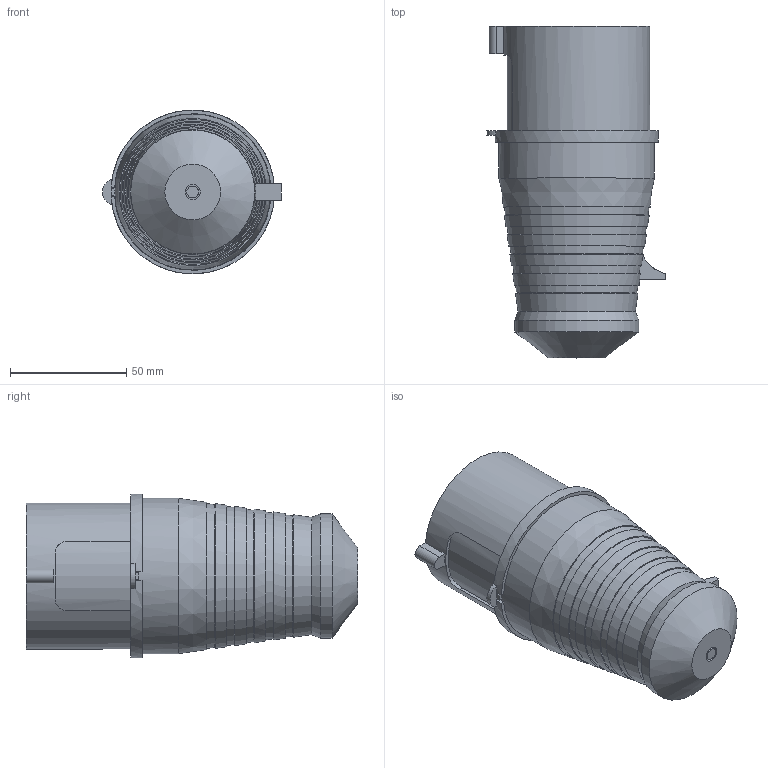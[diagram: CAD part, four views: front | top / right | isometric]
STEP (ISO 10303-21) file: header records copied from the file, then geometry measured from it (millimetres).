
FILE_DESCRIPTION (( 'STEP AP203' ), '1' );
FILE_NAME ('ps-025-32-380.ÃÌ Âèëêà ïåðåíîñíàÿ 025 3Ð+ÐÅ+N 32À 380Â IP44 EKF.STEP', '2025-10-01T09:32:07', ( '' ), ( '' ), 'SwSTEP 2.0', 'SolidWorks 2021', '' );
FILE_SCHEMA (( 'CONFIG_CONTROL_DESIGN' ));
Length unit declared in the file: millimetre
Products named in the file (3): Êîïèÿ ps-025-32-380 âèëêà^ps-025-32-380.ÃÌ Âèëêà ïåðåíîñíàÿ 025 3Ð+ÐÅ+N 32À 380Â IP44 EKF_00; ps-025-32-380.ÃÌ Âèëêà ïåðåíîñíàÿ 025 3Ð+ÐÅ+N 32À 380Â IP44 EKF; Êîïèÿ Òûëüíàÿ-îáùàÿ-áîëüøàÿ^ps-025-32-380.ÃÌ Âèëêà ïåðåíîñíàÿ 025 3Ð+ÐÅ+N 32À 380Â IP44 EKF_00
Assembly tree (2 placements, depth 2):
  ps-025-32-380.ÃÌ Âèëêà ïåðåíîñíàÿ 025 3Ð+ÐÅ+N 32À 380Â IP44 EKF
    Êîïèÿ ps-025-32-380 âèëêà^ps-025-32-380.ÃÌ Âèëêà ïåðåíîñíàÿ 025 3Ð+ÐÅ+N 32À 380Â IP44 EKF_00
    Êîïèÿ Òûëüíàÿ-îáùàÿ-áîëüøàÿ^ps-025-32-380.ÃÌ Âèëêà ïåðåíîñíàÿ 025 3Ð+ÐÅ+N 32À 380Â IP44 EKF_00
Bounding box: 77.14 x 143 x 70.47 mm (x, y, z)
Volume: 294694.3 mm3; surface area: 54817.6 mm2
Topology: 2 solids, 2 shells, 91 faces, 196 edges, 122 vertices
Faces by surface type: plane 40, cylinder 23, cone 23, torus 5
Full cylindrical faces by diameter (mm): 5.15 x1, 6 x4, 6.65 x1, 8 x1, 10 x4, 53.5 x1, 57 x1, 63 x1, 67 x1
Entity records: 2579 total; most frequent: CARTESIAN_POINT 464, DIRECTION 406, ORIENTED_EDGE 298, AXIS2_PLACEMENT_3D 175, EDGE_CURVE 149, EDGE_LOOP 144, VERTEX_POINT 115, FACE_OUTER_BOUND 111
